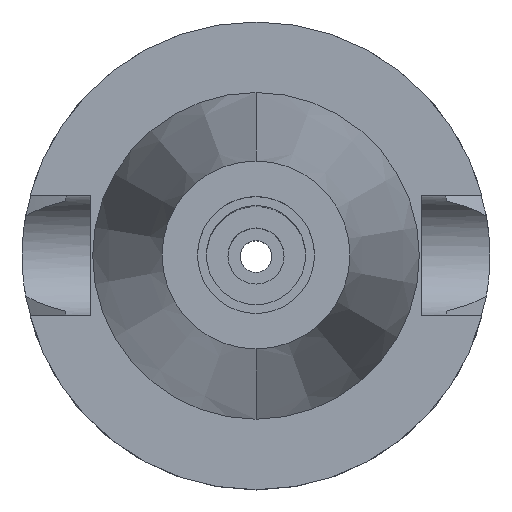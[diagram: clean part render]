
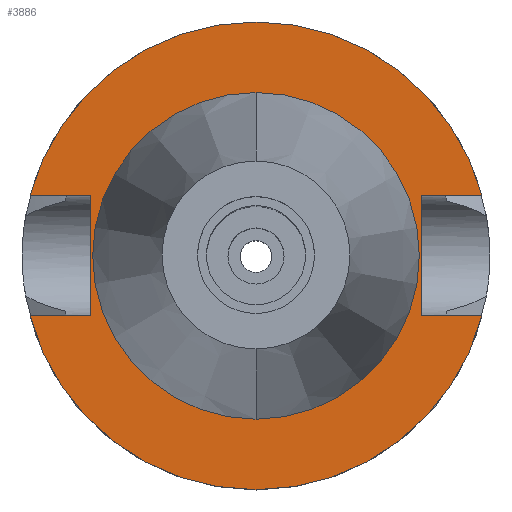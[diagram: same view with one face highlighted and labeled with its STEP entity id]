
A CAD part, top view. The second image highlights one B-rep face of the part: STEP entity #3886.
In plain terms, the highlighted planar face has unit normal (0, 0, 1).
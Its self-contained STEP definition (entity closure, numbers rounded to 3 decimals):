
#1662=DIRECTION('',(1.,0.,0.));
#1663=VECTOR('',#1662,12.921);
#1664=CARTESIAN_POINT('',(35.4,12.85,-1.5));
#1665=LINE('',#1664,#1663);
#1709=DIRECTION('',(0.,1.,0.));
#1710=VECTOR('',#1709,25.7);
#1711=CARTESIAN_POINT('',(-35.4,-12.85,-1.5));
#1712=LINE('',#1711,#1710);
#1716=DIRECTION('',(-1.,0.,0.));
#1717=VECTOR('',#1716,12.921);
#1718=CARTESIAN_POINT('',(-35.4,12.85,-1.5));
#1719=LINE('',#1718,#1717);
#1723=CARTESIAN_POINT('',(0.,0.,-1.5));
#1724=DIRECTION('',(0.,0.,-1.));
#1725=DIRECTION('',(-0.966,0.257,0.));
#1726=AXIS2_PLACEMENT_3D('',#1723,#1724,#1725);
#1731=CARTESIAN_POINT('',(0.,0.,-1.5));
#1732=DIRECTION('',(0.,0.,-1.));
#1733=DIRECTION('',(0.,1.,0.));
#1734=AXIS2_PLACEMENT_3D('',#1731,#1732,#1733);
#1739=DIRECTION('',(0.,-1.,0.));
#1740=VECTOR('',#1739,25.7);
#1741=CARTESIAN_POINT('',(35.4,12.85,-1.5));
#1742=LINE('',#1741,#1740);
#1746=DIRECTION('',(1.,0.,0.));
#1747=VECTOR('',#1746,12.921);
#1748=CARTESIAN_POINT('',(35.4,-12.85,-1.5));
#1749=LINE('',#1748,#1747);
#1753=CARTESIAN_POINT('',(0.,0.,-1.5));
#1754=DIRECTION('',(0.,0.,-1.));
#1755=DIRECTION('',(0.966,-0.257,0.));
#1756=AXIS2_PLACEMENT_3D('',#1753,#1754,#1755);
#1761=CARTESIAN_POINT('',(0.,0.,-1.5));
#1762=DIRECTION('',(0.,0.,-1.));
#1763=DIRECTION('',(0.,-1.,0.));
#1764=AXIS2_PLACEMENT_3D('',#1761,#1762,#1763);
#1769=CARTESIAN_POINT('',(0.,0.,-1.5));
#1770=DIRECTION('',(0.,0.,1.));
#1771=DIRECTION('',(0.,-1.,0.));
#1772=AXIS2_PLACEMENT_3D('',#1769,#1770,#1771);
#1777=CARTESIAN_POINT('',(0.,0.,-1.5));
#1778=DIRECTION('',(0.,0.,1.));
#1779=DIRECTION('',(0.,1.,0.));
#1780=AXIS2_PLACEMENT_3D('',#1777,#1778,#1779);
#1815=DIRECTION('',(-1.,0.,0.));
#1816=VECTOR('',#1815,12.921);
#1817=CARTESIAN_POINT('',(-35.4,-12.85,-1.5));
#1818=LINE('',#1817,#1816);
#2605=CARTESIAN_POINT('',(-35.4,-12.85,-1.5));
#2606=VERTEX_POINT('',#2605);
#2607=CARTESIAN_POINT('',(-48.321,-12.85,-1.5));
#2608=VERTEX_POINT('',#2607);
#2611=CARTESIAN_POINT('',(-35.4,12.85,-1.5));
#2612=VERTEX_POINT('',#2611);
#2613=CARTESIAN_POINT('',(-48.321,12.85,-1.5));
#2614=VERTEX_POINT('',#2613);
#2615=CARTESIAN_POINT('',(0.,50.,-1.5));
#2616=CARTESIAN_POINT('',(48.321,12.85,-1.5));
#2617=VERTEX_POINT('',#2615);
#2618=VERTEX_POINT('',#2616);
#2619=CARTESIAN_POINT('',(35.4,12.85,-1.5));
#2620=VERTEX_POINT('',#2619);
#2621=CARTESIAN_POINT('',(35.4,-12.85,-1.5));
#2622=VERTEX_POINT('',#2621);
#2623=CARTESIAN_POINT('',(48.321,-12.85,-1.5));
#2624=VERTEX_POINT('',#2623);
#2625=CARTESIAN_POINT('',(0.,-50.,-1.5));
#2626=VERTEX_POINT('',#2625);
#2627=CARTESIAN_POINT('',(0.,-34.925,-1.5));
#2628=CARTESIAN_POINT('',(0.,34.925,-1.5));
#2629=VERTEX_POINT('',#2627);
#2630=VERTEX_POINT('',#2628);
#3855=CARTESIAN_POINT('',(0.,0.,-1.5));
#3856=DIRECTION('',(0.,0.,-1.));
#3857=DIRECTION('',(0.,-1.,0.));
#3858=AXIS2_PLACEMENT_3D('',#3855,#3856,#3857);
#3859=PLANE('',#3858);
#3861=ORIENTED_EDGE('',*,*,#3860,.T.);
#3863=ORIENTED_EDGE('',*,*,#3862,.T.);
#3865=ORIENTED_EDGE('',*,*,#3864,.T.);
#3867=ORIENTED_EDGE('',*,*,#3866,.T.);
#3868=ORIENTED_EDGE('',*,*,#3831,.F.);
#3869=ORIENTED_EDGE('',*,*,#3845,.T.);
#3871=ORIENTED_EDGE('',*,*,#3870,.T.);
#3873=ORIENTED_EDGE('',*,*,#3872,.T.);
#3875=ORIENTED_EDGE('',*,*,#3874,.T.);
#3877=ORIENTED_EDGE('',*,*,#3876,.F.);
#3878=EDGE_LOOP('',(#3861,#3863,#3865,#3867,#3868,#3869,#3871,#3873,#3875,
#3877));
#3879=FACE_OUTER_BOUND('',#3878,.F.);
#3881=ORIENTED_EDGE('',*,*,#3880,.T.);
#3883=ORIENTED_EDGE('',*,*,#3882,.T.);
#3884=EDGE_LOOP('',(#3881,#3883));
#3885=FACE_BOUND('',#3884,.F.);
#1727=CIRCLE('',#1726,50.);
#1735=CIRCLE('',#1734,50.);
#1757=CIRCLE('',#1756,50.);
#1765=CIRCLE('',#1764,50.);
#1773=CIRCLE('',#1772,34.925);
#1781=CIRCLE('',#1780,34.925);
#3831=EDGE_CURVE('',#2620,#2618,#1665,.T.);
#3845=EDGE_CURVE('',#2620,#2622,#1742,.T.);
#3860=EDGE_CURVE('',#2606,#2612,#1712,.T.);
#3862=EDGE_CURVE('',#2612,#2614,#1719,.T.);
#3864=EDGE_CURVE('',#2614,#2617,#1727,.T.);
#3866=EDGE_CURVE('',#2617,#2618,#1735,.T.);
#3870=EDGE_CURVE('',#2622,#2624,#1749,.T.);
#3872=EDGE_CURVE('',#2624,#2626,#1757,.T.);
#3874=EDGE_CURVE('',#2626,#2608,#1765,.T.);
#3876=EDGE_CURVE('',#2606,#2608,#1818,.T.);
#3880=EDGE_CURVE('',#2629,#2630,#1773,.T.);
#3882=EDGE_CURVE('',#2630,#2629,#1781,.T.);
#3886=ADVANCED_FACE('',(#3879,#3885),#3859,.F.);
